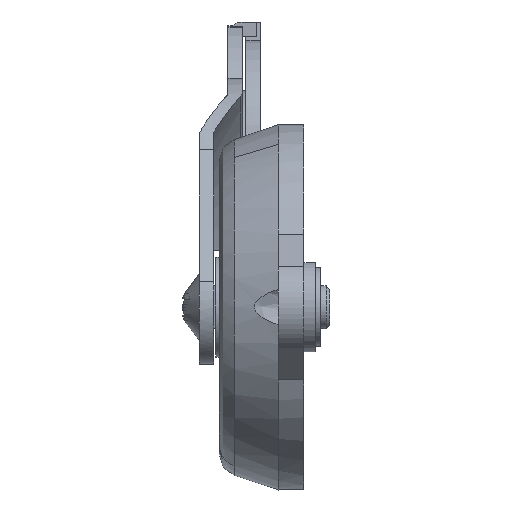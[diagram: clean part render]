
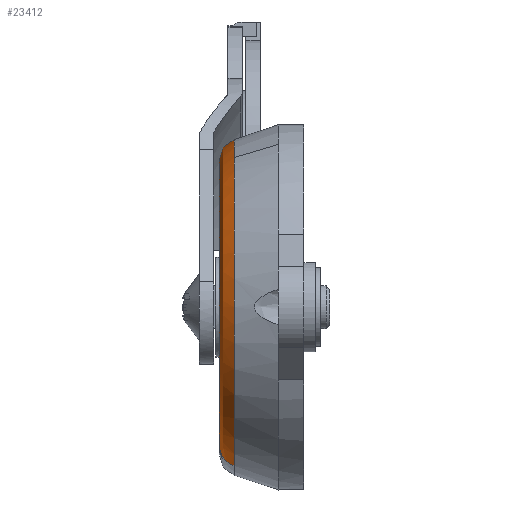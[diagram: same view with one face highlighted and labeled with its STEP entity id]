
A CAD part, top view. The second image highlights one B-rep face of the part: STEP entity #23412.
In plain terms, the highlighted free-form (B-spline) face has degree [2, 2] with [7, 3] control points.
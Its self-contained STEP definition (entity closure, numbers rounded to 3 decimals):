
#22719=CARTESIAN_POINT('',(-1.149,2.114,100.195));
#22720=VERTEX_POINT('',#22719);
#22734=CARTESIAN_POINT('',(-1.149,0.893,118.648));
#22735=VERTEX_POINT('',#22734);
#22736=CARTESIAN_POINT('',(-1.149,0.893,118.648));
#22737=CARTESIAN_POINT('',(-1.149,3.45,113.631));
#22738=CARTESIAN_POINT('',(-1.149,3.45,108.));
#22739=CARTESIAN_POINT('',(-1.149,3.45,103.983));
#22740=CARTESIAN_POINT('',(-1.149,2.114,100.195));
#22748=(BOUNDED_CURVE()B_SPLINE_CURVE(2,(#22736,#22737,#22738,#22739,#22740),.UNSPECIFIED.,.F.,.U.)B_SPLINE_CURVE_WITH_KNOTS((3,2,3),(0.346,0.5,0.613),.UNSPECIFIED.)CURVE()GEOMETRIC_REPRESENTATION_ITEM()RATIONAL_B_SPLINE_CURVE((0.875,0.91,1.0,0.934,0.897))REPRESENTATION_ITEM(''));
#22749=EDGE_CURVE('',#22735,#22720,#22748,.T.);
#22845=CARTESIAN_POINT('',(-1.149,-42.114,115.805));
#22846=VERTEX_POINT('',#22845);
#22923=CARTESIAN_POINT('',(-1.149,-20.,131.45));
#22924=VERTEX_POINT('',#22923);
#22925=CARTESIAN_POINT('',(-1.149,-20.,131.45));
#22926=CARTESIAN_POINT('',(-1.149,-5.631,131.45));
#22927=CARTESIAN_POINT('',(-1.149,0.893,118.648));
#22935=(BOUNDED_CURVE()B_SPLINE_CURVE(2,(#22925,#22926,#22927),.UNSPECIFIED.,.F.,.U.)B_SPLINE_CURVE_WITH_KNOTS((3,3),(0.0,0.346),.UNSPECIFIED.)CURVE()GEOMETRIC_REPRESENTATION_ITEM()RATIONAL_B_SPLINE_CURVE((1.0,0.798,0.875))REPRESENTATION_ITEM(''));
#22936=EDGE_CURVE('',#22924,#22735,#22935,.T.);
#22938=CARTESIAN_POINT('',(-1.149,-42.114,115.805));
#22939=CARTESIAN_POINT('',(-1.149,-36.592,131.45));
#22940=CARTESIAN_POINT('',(-1.149,-20.,131.45));
#22948=(BOUNDED_CURVE()B_SPLINE_CURVE(2,(#22938,#22939,#22940),.UNSPECIFIED.,.F.,.U.)B_SPLINE_CURVE_WITH_KNOTS((3,3),(0.613,1.0),.UNSPECIFIED.)CURVE()GEOMETRIC_REPRESENTATION_ITEM()RATIONAL_B_SPLINE_CURVE((0.897,0.773,1.0))REPRESENTATION_ITEM(''));
#22949=EDGE_CURVE('',#22846,#22924,#22948,.T.);
#23318=CARTESIAN_POINT('',(-3.195,-0.924,100.662));
#23319=CARTESIAN_POINT('',(-3.195,-0.83,100.929));
#23320=CARTESIAN_POINT('',(-3.195,6.066,120.466));
#23321=CARTESIAN_POINT('',(-3.195,-13.2,127.266));
#23322=CARTESIAN_POINT('',(-3.195,-32.466,134.066));
#23323=CARTESIAN_POINT('',(-3.195,-39.362,114.529));
#23324=CARTESIAN_POINT('',(-3.195,-39.456,114.261));
#23325=CARTESIAN_POINT('',(-3.336,1.348,99.787));
#23326=CARTESIAN_POINT('',(-3.336,1.454,100.087));
#23327=CARTESIAN_POINT('',(-3.336,9.171,121.951));
#23328=CARTESIAN_POINT('',(-3.336,-12.39,129.561));
#23329=CARTESIAN_POINT('',(-3.336,-33.951,137.171));
#23330=CARTESIAN_POINT('',(-3.336,-41.668,115.307));
#23331=CARTESIAN_POINT('',(-3.336,-41.774,115.007));
#23332=CARTESIAN_POINT('',(-0.983,1.942,99.559));
#23333=CARTESIAN_POINT('',(-0.983,2.051,99.867));
#23334=CARTESIAN_POINT('',(-0.983,9.982,122.339));
#23335=CARTESIAN_POINT('',(-0.983,-12.179,130.161));
#23336=CARTESIAN_POINT('',(-0.983,-34.339,137.982));
#23337=CARTESIAN_POINT('',(-0.983,-42.271,115.51));
#23338=CARTESIAN_POINT('',(-0.983,-42.379,115.202));
#23346=(BOUNDED_SURFACE()B_SPLINE_SURFACE(2,2,((#23318,#23325,#23332),(#23319,#23326,#23333),(#23320,#23327,#23334),(#23321,#23328,#23335),(#23322,#23329,#23336),(#23323,#23330,#23337),(#23324,#23331,#23338)),.UNSPECIFIED.,.F.,.F.,.U.)B_SPLINE_SURFACE_WITH_KNOTS((3,1,2,1,3),(3,3),(0.0,0.779,39.716,78.653,79.431),(0.0,4.262),.UNSPECIFIED.)GEOMETRIC_REPRESENTATION_ITEM()RATIONAL_B_SPLINE_SURFACE(((0.927,0.72,0.929),(0.922,0.716,0.923),(0.648,0.503,0.649),(0.916,0.712,0.918),(0.648,0.503,0.649),(0.922,0.716,0.923),(0.927,0.72,0.929)))REPRESENTATION_ITEM('')SURFACE());
#23347=ORIENTED_EDGE('',*,*,#22936,.T.);
#23348=ORIENTED_EDGE('',*,*,#22749,.T.);
#23349=CARTESIAN_POINT('',(-3.2,-0.57,101.142));
#23350=VERTEX_POINT('',#23349);
#23351=CARTESIAN_POINT('',(-3.2,-0.57,101.142));
#23352=CARTESIAN_POINT('',(-3.2,1.469,100.423));
#23353=CARTESIAN_POINT('',(-1.149,2.114,100.195));
#23361=(BOUNDED_CURVE()B_SPLINE_CURVE(2,(#23351,#23352,#23353),.UNSPECIFIED.,.F.,.U.)B_SPLINE_CURVE_WITH_KNOTS((3,3),(-1.673,-0.321),.UNSPECIFIED.)CURVE()GEOMETRIC_REPRESENTATION_ITEM()RATIONAL_B_SPLINE_CURVE((0.898,0.729,0.9))REPRESENTATION_ITEM(''));
#23362=EDGE_CURVE('',#23350,#22720,#23361,.T.);
#23363=ORIENTED_EDGE('',*,*,#23362,.F.);
#23364=CARTESIAN_POINT('',(-3.2,-20.,128.604));
#23365=VERTEX_POINT('',#23364);
#23366=CARTESIAN_POINT('',(-3.2,-0.57,101.142));
#23367=CARTESIAN_POINT('',(-3.2,0.604,104.471));
#23368=CARTESIAN_POINT('',(-3.2,0.604,108.));
#23369=CARTESIAN_POINT('',(-3.2,0.604,128.604));
#23370=CARTESIAN_POINT('',(-3.2,-20.,128.604));
#23378=(BOUNDED_CURVE()B_SPLINE_CURVE(2,(#23366,#23367,#23368,#23369,#23370),.UNSPECIFIED.,.F.,.U.)B_SPLINE_CURVE_WITH_KNOTS((3,2,3),(0.693,0.75,1.0),.UNSPECIFIED.)CURVE()GEOMETRIC_REPRESENTATION_ITEM()RATIONAL_B_SPLINE_CURVE((0.897,0.934,1.0,0.707,1.0))REPRESENTATION_ITEM(''));
#23379=EDGE_CURVE('',#23350,#23365,#23378,.T.);
#23380=ORIENTED_EDGE('',*,*,#23379,.T.);
#23381=CARTESIAN_POINT('',(-3.2,-39.43,114.858));
#23382=VERTEX_POINT('',#23381);
#23383=CARTESIAN_POINT('',(-3.2,-20.,128.604));
#23384=CARTESIAN_POINT('',(-3.2,-34.578,128.604));
#23385=CARTESIAN_POINT('',(-3.2,-39.43,114.858));
#23393=(BOUNDED_CURVE()B_SPLINE_CURVE(2,(#23383,#23384,#23385),.UNSPECIFIED.,.F.,.U.)B_SPLINE_CURVE_WITH_KNOTS((3,3),(0.0,0.193),.UNSPECIFIED.)CURVE()GEOMETRIC_REPRESENTATION_ITEM()RATIONAL_B_SPLINE_CURVE((1.0,0.773,0.897))REPRESENTATION_ITEM(''));
#23394=EDGE_CURVE('',#23365,#23382,#23393,.T.);
#23395=ORIENTED_EDGE('',*,*,#23394,.T.);
#23396=CARTESIAN_POINT('',(-3.2,-39.43,114.858));
#23397=CARTESIAN_POINT('',(-3.2,-41.469,115.577));
#23398=CARTESIAN_POINT('',(-1.149,-42.114,115.805));
#23406=(BOUNDED_CURVE()B_SPLINE_CURVE(2,(#23396,#23397,#23398),.UNSPECIFIED.,.F.,.U.)B_SPLINE_CURVE_WITH_KNOTS((3,3),(-1.673,-0.321),.UNSPECIFIED.)CURVE()GEOMETRIC_REPRESENTATION_ITEM()RATIONAL_B_SPLINE_CURVE((0.898,0.729,0.9))REPRESENTATION_ITEM(''));
#23407=EDGE_CURVE('',#23382,#22846,#23406,.T.);
#23408=ORIENTED_EDGE('',*,*,#23407,.T.);
#23409=ORIENTED_EDGE('',*,*,#22949,.T.);
#23410=EDGE_LOOP('',(#23347,#23348,#23363,#23380,#23395,#23408,#23409));
#23411=FACE_OUTER_BOUND('',#23410,.T.);
#23412=ADVANCED_FACE('',(#23411),#23346,.T.);
